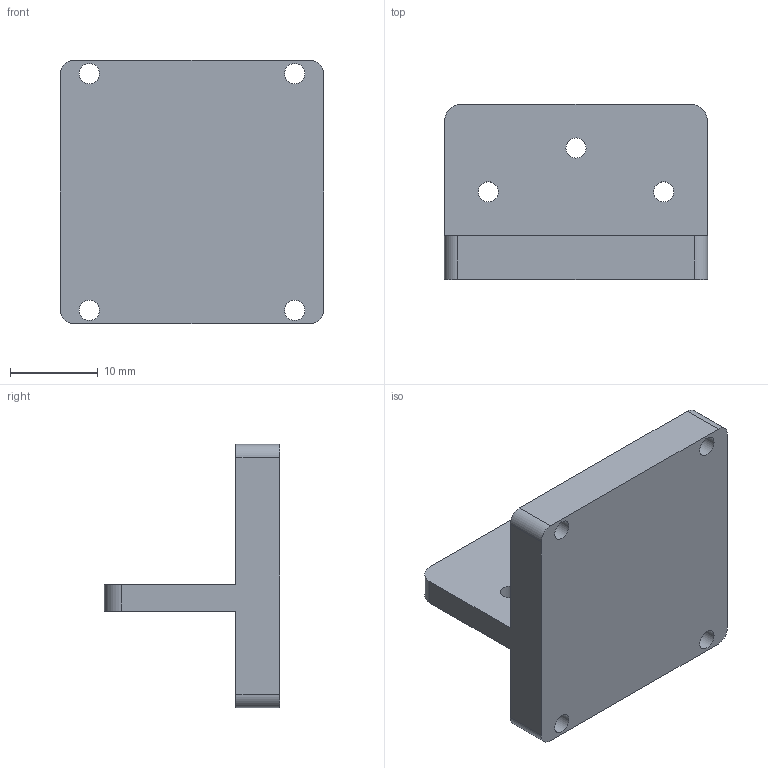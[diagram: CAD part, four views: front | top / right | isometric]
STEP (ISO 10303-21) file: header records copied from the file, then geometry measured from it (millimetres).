
FILE_DESCRIPTION(/* description */ (''),/* implementation_level */ '2;1');
FILE_NAME(/* name */ 'motor_mount.stp',/* time_stamp */ '2024-03-08T13:59:17+01:00',/* author */ (''),/* organization */ (''),/* preprocessor_version */ 'ST-DEVELOPER v16',/* originating_system */ 'SIEMENS PLM Software NX 11.0',/* authorisation */ '');
FILE_SCHEMA (('AUTOMOTIVE_DESIGN { 1 0 10303 214 3 1 1 1 }'));
Length unit declared in the file: millimetre
Products named in the file (1): motor_mount
Bounding box: 30 x 20 x 30 mm (x, y, z)
Volume: 5714.7 mm3; surface area: 3516.1 mm2
Topology: 1 solids, 1 shells, 23 faces, 67 edges, 46 vertices
Faces by surface type: cylinder 13, plane 10
Full cylindrical faces by diameter (mm): 2.3 x7
Entity records: 760 total; most frequent: DIRECTION 130, CARTESIAN_POINT 122, ORIENTED_EDGE 112, EDGE_CURVE 56, AXIS2_PLACEMENT_3D 50, EDGE_LOOP 44, VERTEX_POINT 42, FACE_BOUND 33
